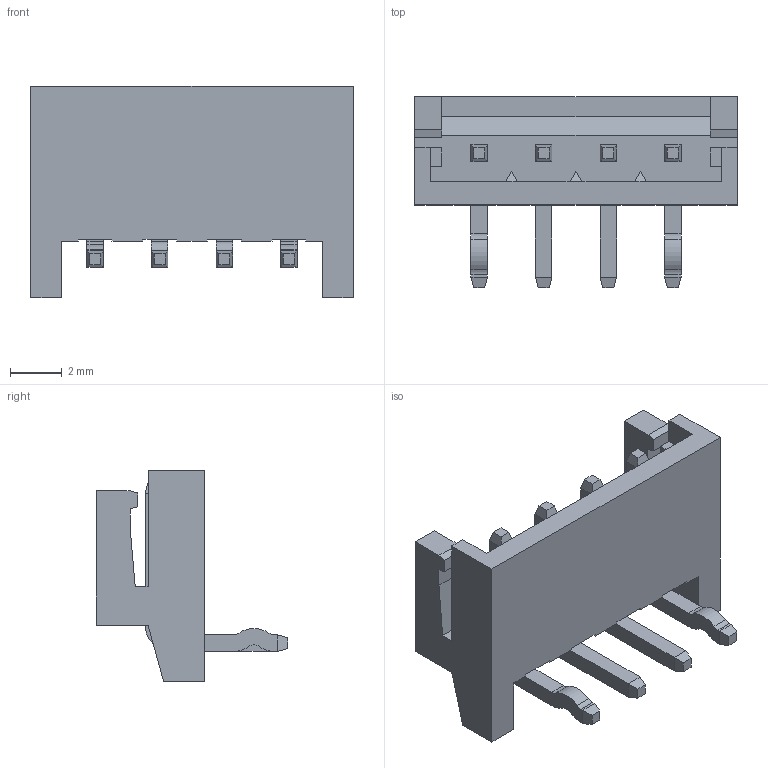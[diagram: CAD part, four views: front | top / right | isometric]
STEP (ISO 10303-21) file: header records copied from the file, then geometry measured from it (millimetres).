
FILE_DESCRIPTION (( 'STEP AP214' ), '1' );
FILE_NAME ('S4B-EH.STEP', '2023-10-06T07:48:12', ( '' ), ( '' ), 'SwSTEP 2.0', 'SolidWorks 2021', '' );
FILE_SCHEMA (( 'AUTOMOTIVE_DESIGN' ));
Length unit declared in the file: millimetre
Products named in the file (4): SxB-EH body_4; S4B-EH; pin 2; Pin 1
Assembly tree (5 placements, depth 2):
  S4B-EH
    SxB-EH body_4
    Pin 1  x2
    pin 2  x2
Bounding box: 12.5 x 7.4 x 8.2 mm (x, y, z)
Volume: 168.8 mm3; surface area: 499.4 mm2
Topology: 5 solids, 5 shells, 172 faces, 446 edges, 284 vertices
Faces by surface type: plane 152, cylinder 20
Entity records: 4080 total; most frequent: CARTESIAN_POINT 698, ORIENTED_EDGE 684, DIRECTION 634, EDGE_CURVE 342, LINE 322, VECTOR 322, VERTEX_POINT 220, AXIS2_PLACEMENT_3D 156
